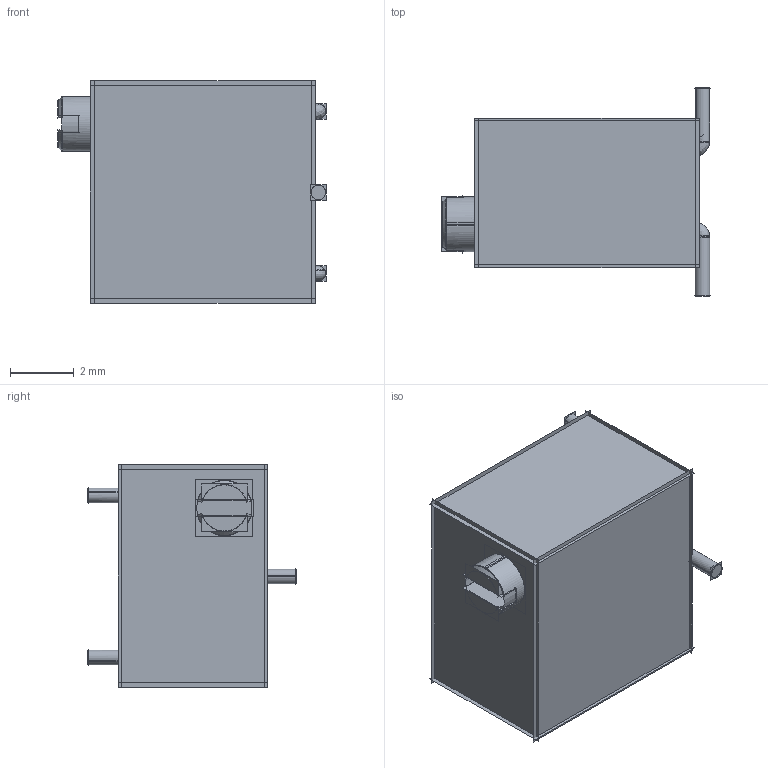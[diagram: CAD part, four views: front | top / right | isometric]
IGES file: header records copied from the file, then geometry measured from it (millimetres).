
Start section:  PTC IGES file: 3269W.igs
Global section: file name: 3269W.igs; native system: Creo Parametric by Parametric Technology Corporation; preprocessor: 2012230; author: stevec; organization: Unknown; date: 20121025.132343; units: inch
Bounding box: 8.41 x 6.55 x 6.97 mm (x, y, z)
Surface area: 8624.2 mm2
Topology: 8 solids, 8 shells, 200 faces, 1072 edges, 1443 vertices
Faces by surface type: bspline 106, revolution 94
